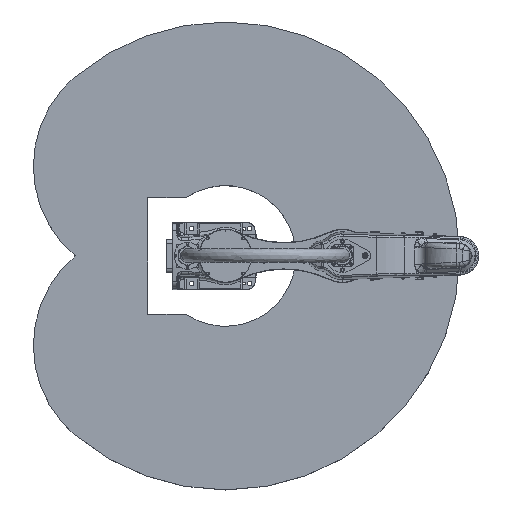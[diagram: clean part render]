
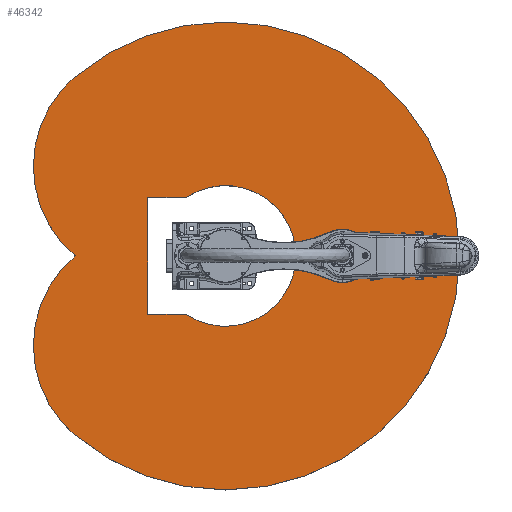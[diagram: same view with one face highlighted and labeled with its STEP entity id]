
A CAD part, top view. The second image highlights one B-rep face of the part: STEP entity #46342.
In plain terms, the highlighted planar face has unit normal (0, 0, 1).
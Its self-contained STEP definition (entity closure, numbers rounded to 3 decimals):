
#1692=FACE_BOUND('',#13979,.T.);
#4622=LINE('',#105628,#7246);
#4626=LINE('',#105635,#7250);
#4629=LINE('',#105641,#7253);
#7246=VECTOR('',#61552,10.);
#7250=VECTOR('',#61558,10.);
#7253=VECTOR('',#61563,10.);
#8484=PLANE('',#50912);
#11049=FACE_OUTER_BOUND('',#13978,.T.);
#13978=EDGE_LOOP('',(#39895,#39896,#39897));
#13979=EDGE_LOOP('',(#39898,#39899,#39900,#39901));
#16139=CIRCLE('',#50913,350.);
#16140=CIRCLE('',#50914,700.);
#16141=CIRCLE('',#50915,350.);
#16142=CIRCLE('',#50916,210.494);
#21076=VERTEX_POINT('',#105625);
#21077=VERTEX_POINT('',#105627);
#21079=VERTEX_POINT('',#105633);
#21081=VERTEX_POINT('',#105639);
#21082=VERTEX_POINT('',#105643);
#21083=VERTEX_POINT('',#105644);
#21084=VERTEX_POINT('',#105646);
#27395=EDGE_CURVE('',#21077,#21076,#4622,.T.);
#27399=EDGE_CURVE('',#21076,#21079,#4626,.T.);
#27402=EDGE_CURVE('',#21079,#21081,#4629,.T.);
#27403=EDGE_CURVE('',#21082,#21083,#16139,.T.);
#27404=EDGE_CURVE('',#21083,#21084,#16140,.T.);
#27405=EDGE_CURVE('',#21084,#21082,#16141,.T.);
#27406=EDGE_CURVE('',#21081,#21077,#16142,.T.);
#39895=ORIENTED_EDGE('',*,*,#27403,.T.);
#39896=ORIENTED_EDGE('',*,*,#27404,.T.);
#39897=ORIENTED_EDGE('',*,*,#27405,.T.);
#39898=ORIENTED_EDGE('',*,*,#27395,.T.);
#39899=ORIENTED_EDGE('',*,*,#27399,.T.);
#39900=ORIENTED_EDGE('',*,*,#27402,.T.);
#39901=ORIENTED_EDGE('',*,*,#27406,.T.);
#46342=ADVANCED_FACE('',(#11049,#1692),#8484,.T.);
#50912=AXIS2_PLACEMENT_3D('',#105642,#61564,#61565);
#50913=AXIS2_PLACEMENT_3D('',#105645,#61566,#61567);
#50914=AXIS2_PLACEMENT_3D('',#105647,#61568,#61569);
#50915=AXIS2_PLACEMENT_3D('',#105648,#61570,#61571);
#50916=AXIS2_PLACEMENT_3D('',#105649,#61572,#61573);
#61552=DIRECTION('',(-1.,0.,0.));
#61558=DIRECTION('',(0.,1.,0.));
#61563=DIRECTION('',(1.,0.,0.));
#61564=DIRECTION('center_axis',(0.,0.,1.));
#61565=DIRECTION('ref_axis',(1.,0.,0.));
#61566=DIRECTION('center_axis',(0.,0.,1.));
#61567=DIRECTION('ref_axis',(0.643,-0.766,0.));
#61568=DIRECTION('center_axis',(0.,0.,1.));
#61569=DIRECTION('ref_axis',(0.643,0.766,0.));
#61570=DIRECTION('center_axis',(0.,0.,1.));
#61571=DIRECTION('ref_axis',(0.643,-0.766,0.));
#61572=DIRECTION('center_axis',(0.,0.,-1.));
#61573=DIRECTION('ref_axis',(-1.,0.,0.));
#105625=CARTESIAN_POINT('',(-233.,-175.,150.));
#105627=CARTESIAN_POINT('',(-116.973,-175.,150.));
#105628=CARTESIAN_POINT('',(48.925,-175.,150.));
#105633=CARTESIAN_POINT('',(-233.,175.,150.));
#105635=CARTESIAN_POINT('',(-233.,-87.5,150.));
#105639=CARTESIAN_POINT('',(-116.973,175.,150.));
#105641=CARTESIAN_POINT('',(-105.075,175.,150.));
#105642=CARTESIAN_POINT('Origin',(22.851,0.,
150.));
#105643=CARTESIAN_POINT('',(-449.951,0.,150.));
#105644=CARTESIAN_POINT('',(-449.951,-536.231,150.));
#105645=CARTESIAN_POINT('Origin',(-224.976,-268.116,150.));
#105646=CARTESIAN_POINT('',(-449.951,536.231,150.));
#105647=CARTESIAN_POINT('Origin',(0.,0.,150.));
#105648=CARTESIAN_POINT('Origin',(-224.976,268.116,150.));
#105649=CARTESIAN_POINT('Origin',(0.,0.,150.));
